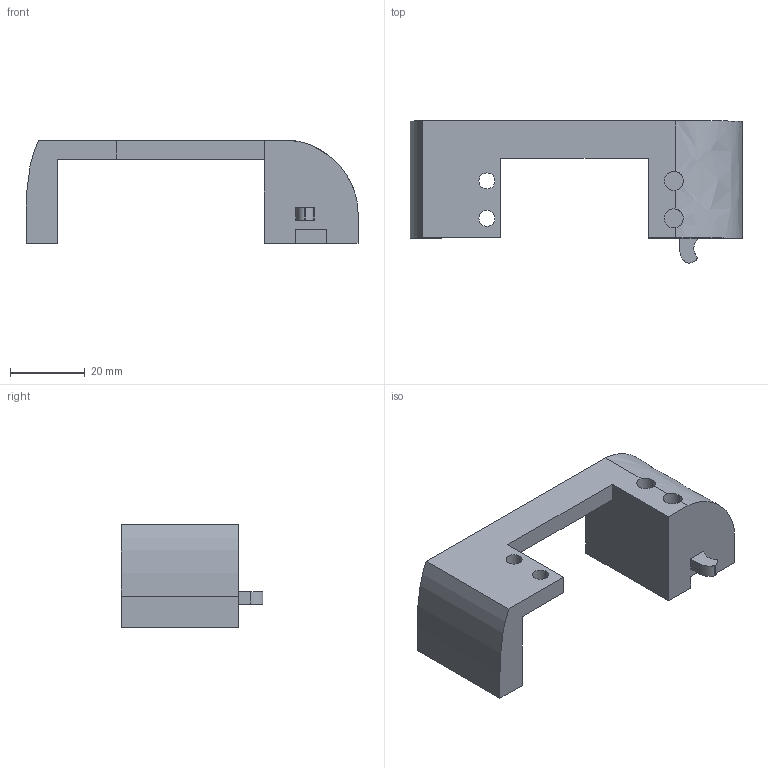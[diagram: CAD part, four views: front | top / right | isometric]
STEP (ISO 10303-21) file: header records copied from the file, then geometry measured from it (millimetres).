
FILE_DESCRIPTION (( 'STEP AP214' ), '1' );
FILE_NAME ('arm-servo-bracket-left.STEP', '2024-05-20T04:08:23', ( '' ), ( '' ), 'SwSTEP 2.0', 'SolidWorks 2023', '' );
FILE_SCHEMA (( 'AUTOMOTIVE_DESIGN' ));
Length unit declared in the file: millimetre
Products named in the file (1): arm-servo-bracket-left
Bounding box: 88.67 x 37.92 x 27.5 mm (x, y, z)
Volume: 28426.6 mm3; surface area: 10051.9 mm2
Topology: 1 solids, 3 shells, 52 faces, 132 edges, 88 vertices
Faces by surface type: plane 33, cylinder 15, bspline 4
Entity records: 1703 total; most frequent: CARTESIAN_POINT 431, ORIENTED_EDGE 264, DIRECTION 240, EDGE_CURVE 132, VECTOR 90, LINE 90, VERTEX_POINT 88, AXIS2_PLACEMENT_3D 75
